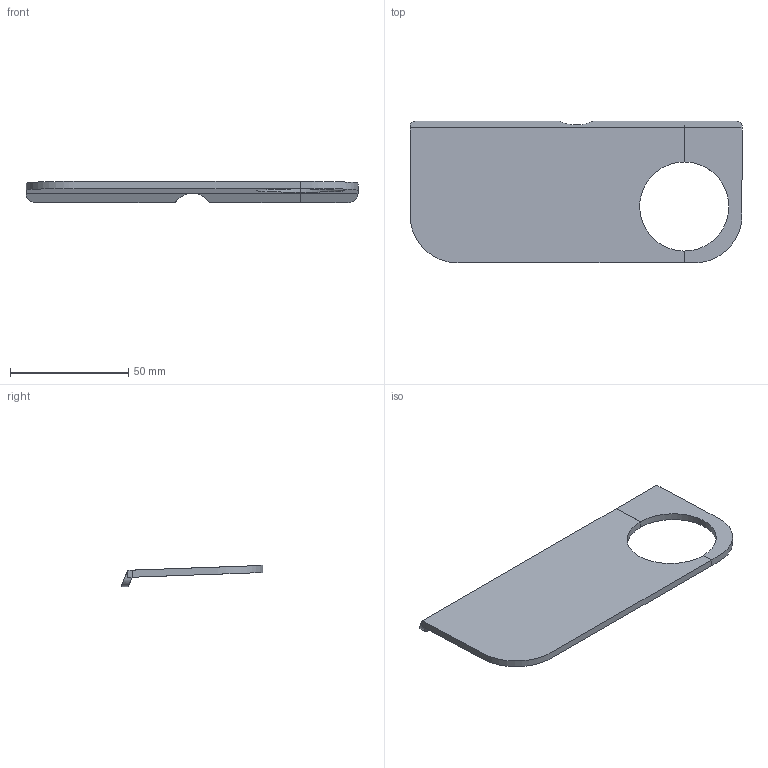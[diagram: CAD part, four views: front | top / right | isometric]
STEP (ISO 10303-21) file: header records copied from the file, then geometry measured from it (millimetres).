
FILE_DESCRIPTION(/* description */ (''),/* implementation_level */ '2;1');
FILE_NAME(/* name */ 'Fascia split',/* time_stamp */ '2020-06-15T02:33:24-07:00',/* author */ (''),/* organization */ (''),/* preprocessor_version */ 'ST-DEVELOPER v16.5',/* originating_system */ '',/* authorisation */ '');
FILE_SCHEMA (('CONFIG_CONTROL_DESIGN'));
Length unit declared in the file: millimetre
Products named in the file (1): Document
Bounding box: 140.47 x 60.01 x 8.93 mm (x, y, z)
Volume: 21570.8 mm3; surface area: 16443.8 mm2
Topology: 2 solids, 2 shells, 26 faces, 63 edges, 41 vertices
Faces by surface type: bspline 14, plane 12
Entity records: 1171 total; most frequent: CARTESIAN_POINT 685, ORIENTED_EDGE 126, EDGE_CURVE 63, B_SPLINE_CURVE_WITH_KNOTS 48, VERTEX_POINT 41, ADVANCED_FACE 26, FACE_OUTER_BOUND 26, EDGE_LOOP 26
